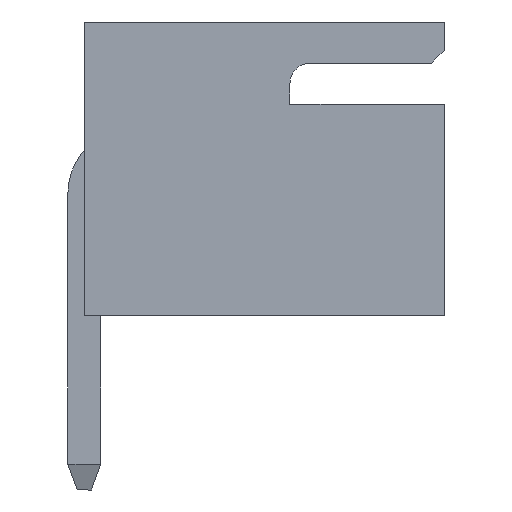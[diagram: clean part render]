
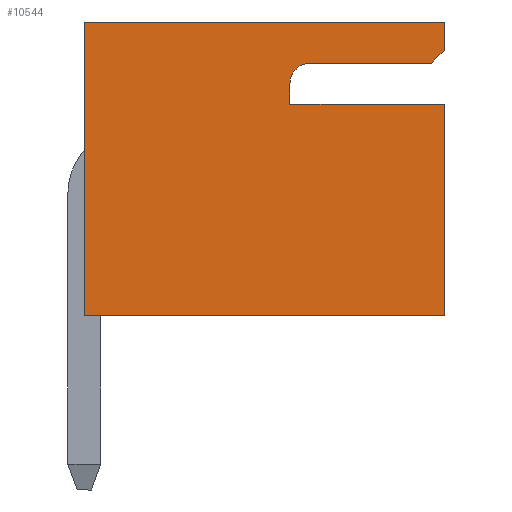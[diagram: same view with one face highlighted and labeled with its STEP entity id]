
A CAD part, left-side view. The second image highlights one B-rep face of the part: STEP entity #10544.
In plain terms, the highlighted planar face has unit normal (-1, 0, 0).
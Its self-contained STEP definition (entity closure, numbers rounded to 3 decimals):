
#226 = CARTESIAN_POINT ( 'NONE',  ( -8.75, -0.66, 2.05 ) ) ;
#363 = EDGE_CURVE ( 'NONE', #3922, #11273, #1341, .T. ) ;
#667 = DIRECTION ( 'NONE',  ( 0., 0., -1. ) ) ;
#757 = VERTEX_POINT ( 'NONE', #8605 ) ;
#905 = PLANE ( 'NONE',  #18883 ) ;
#1183 = ORIENTED_EDGE ( 'NONE', *, *, #2427, .F. ) ;
#1199 = VERTEX_POINT ( 'NONE', #10743 ) ;
#1248 = CARTESIAN_POINT ( 'NONE',  ( -8.75, -3.41, 2.05 ) ) ;
#1341 = LINE ( 'NONE', #1248, #12956 ) ;
#2091 = DIRECTION ( 'NONE',  ( 0., -1., 0. ) ) ;
#2346 = EDGE_CURVE ( 'NONE', #17234, #1199, #15438, .T. ) ;
#2427 = EDGE_CURVE ( 'NONE', #3543, #5523, #4869, .T. ) ;
#2466 = DIRECTION ( 'NONE',  ( 0., 0., -1. ) ) ;
#2708 = LINE ( 'NONE', #14862, #17879 ) ;
#2755 = DIRECTION ( 'NONE',  ( 0., 1., 0. ) ) ;
#2802 = EDGE_LOOP ( 'NONE', ( #17715, #17829, #6146, #18452, #16308, #13494, #12271, #1183, #13658, #13336 ) ) ;
#3170 = EDGE_CURVE ( 'NONE', #757, #1199, #2708, .T. ) ;
#3543 = VERTEX_POINT ( 'NONE', #5659 ) ;
#3761 = CARTESIAN_POINT ( 'NONE',  ( -8.75, -3.66, -2.85 ) ) ;
#3922 = VERTEX_POINT ( 'NONE', #16877 ) ;
#4405 = VERTEX_POINT ( 'NONE', #18601 ) ;
#4869 = LINE ( 'NONE', #17003, #12123 ) ;
#5523 = VERTEX_POINT ( 'NONE', #13758 ) ;
#5659 = CARTESIAN_POINT ( 'NONE',  ( -8.75, -0.66, 1.25 ) ) ;
#5683 = EDGE_CURVE ( 'NONE', #9827, #15544, #13854, .T. ) ;
#6022 = VECTOR ( 'NONE', #667, 1000. ) ;
#6146 = ORIENTED_EDGE ( 'NONE', *, *, #7173, .F. ) ;
#6394 = LINE ( 'NONE', #18445, #6022 ) ;
#7173 = EDGE_CURVE ( 'NONE', #4405, #11273, #7262, .T. ) ;
#7262 = LINE ( 'NONE', #16538, #13713 ) ;
#7868 = CARTESIAN_POINT ( 'NONE',  ( -8.75, -3.66, 2.3 ) ) ;
#8605 = CARTESIAN_POINT ( 'NONE',  ( -8.75, 3.34, 2.85 ) ) ;
#9018 = LINE ( 'NONE', #226, #18313 ) ;
#9510 = DIRECTION ( 'NONE',  ( 0., -1., 0. ) ) ;
#9827 = VERTEX_POINT ( 'NONE', #19072 ) ;
#10328 = DIRECTION ( 'NONE',  ( 0., 0., -1. ) ) ;
#10544 = ADVANCED_FACE ( 'NONE', ( #14136 ), #905, .F. ) ;
#10743 = CARTESIAN_POINT ( 'NONE',  ( -8.75, 3.34, -2.85 ) ) ;
#10854 = VECTOR ( 'NONE', #13849, 1000. ) ;
#10855 = EDGE_CURVE ( 'NONE', #4405, #757, #17763, .T. ) ;
#11273 = VERTEX_POINT ( 'NONE', #7868 ) ;
#12123 = VECTOR ( 'NONE', #9510, 1000. ) ;
#12271 = ORIENTED_EDGE ( 'NONE', *, *, #13801, .F. ) ;
#12385 = CARTESIAN_POINT ( 'NONE',  ( -8.75, -1.06, 1.65 ) ) ;
#12685 = VECTOR ( 'NONE', #2466, 1000. ) ;
#12847 = LINE ( 'NONE', #16000, #12685 ) ;
#12882 = VECTOR ( 'NONE', #2755, 1000. ) ;
#12952 = CARTESIAN_POINT ( 'NONE',  ( -8.75, -3.66, -2.85 ) ) ;
#12956 = VECTOR ( 'NONE', #17723, 1000. ) ;
#13159 = EDGE_CURVE ( 'NONE', #15544, #3922, #9018, .T. ) ;
#13173 = CARTESIAN_POINT ( 'NONE',  ( -8.75, -1.06, 2.05 ) ) ;
#13221 = EDGE_CURVE ( 'NONE', #9827, #3543, #6394, .T. ) ;
#13336 = ORIENTED_EDGE ( 'NONE', *, *, #5683, .T. ) ;
#13494 = ORIENTED_EDGE ( 'NONE', *, *, #2346, .F. ) ;
#13658 = ORIENTED_EDGE ( 'NONE', *, *, #13221, .F. ) ;
#13713 = VECTOR ( 'NONE', #16250, 1000. ) ;
#13758 = CARTESIAN_POINT ( 'NONE',  ( -8.75, -3.66, 1.25 ) ) ;
#13801 = EDGE_CURVE ( 'NONE', #5523, #17234, #12847, .T. ) ;
#13849 = DIRECTION ( 'NONE',  ( 0., 1., 0. ) ) ;
#13854 = CIRCLE ( 'NONE', #15116, 0.4 ) ;
#14136 = FACE_OUTER_BOUND ( 'NONE', #2802, .T. ) ;
#14703 = CARTESIAN_POINT ( 'NONE',  ( -8.75, -3.66, -2.85 ) ) ;
#14862 = CARTESIAN_POINT ( 'NONE',  ( -8.75, 3.34, -2.85 ) ) ;
#15116 = AXIS2_PLACEMENT_3D ( 'NONE', #12385, #17117, #2091 ) ;
#15438 = LINE ( 'NONE', #3761, #10854 ) ;
#15544 = VERTEX_POINT ( 'NONE', #13173 ) ;
#15816 = DIRECTION ( 'NONE',  ( 0., -1., 0. ) ) ;
#16000 = CARTESIAN_POINT ( 'NONE',  ( -8.75, -3.66, -2.85 ) ) ;
#16250 = DIRECTION ( 'NONE',  ( 0., 0., -1. ) ) ;
#16284 = CARTESIAN_POINT ( 'NONE',  ( -8.75, -3.66, 2.85 ) ) ;
#16308 = ORIENTED_EDGE ( 'NONE', *, *, #3170, .T. ) ;
#16532 = DIRECTION ( 'NONE',  ( 0., -1., 0. ) ) ;
#16538 = CARTESIAN_POINT ( 'NONE',  ( -8.75, -3.66, -2.85 ) ) ;
#16877 = CARTESIAN_POINT ( 'NONE',  ( -8.75, -3.41, 2.05 ) ) ;
#17003 = CARTESIAN_POINT ( 'NONE',  ( -8.75, -0.66, 1.25 ) ) ;
#17117 = DIRECTION ( 'NONE',  ( 1., 0., 0. ) ) ;
#17234 = VERTEX_POINT ( 'NONE', #14703 ) ;
#17715 = ORIENTED_EDGE ( 'NONE', *, *, #13159, .T. ) ;
#17723 = DIRECTION ( 'NONE',  ( 0., -0.707, 0.707 ) ) ;
#17763 = LINE ( 'NONE', #16284, #12882 ) ;
#17829 = ORIENTED_EDGE ( 'NONE', *, *, #363, .T. ) ;
#17879 = VECTOR ( 'NONE', #10328, 1000. ) ;
#18313 = VECTOR ( 'NONE', #16532, 1000. ) ;
#18445 = CARTESIAN_POINT ( 'NONE',  ( -8.75, -0.66, 2.05 ) ) ;
#18452 = ORIENTED_EDGE ( 'NONE', *, *, #10855, .T. ) ;
#18601 = CARTESIAN_POINT ( 'NONE',  ( -8.75, -3.66, 2.85 ) ) ;
#18883 = AXIS2_PLACEMENT_3D ( 'NONE', #12952, #18977, #15816 ) ;
#18977 = DIRECTION ( 'NONE',  ( 1., 0., 0. ) ) ;
#19072 = CARTESIAN_POINT ( 'NONE',  ( -8.75, -0.66, 1.65 ) ) ;
